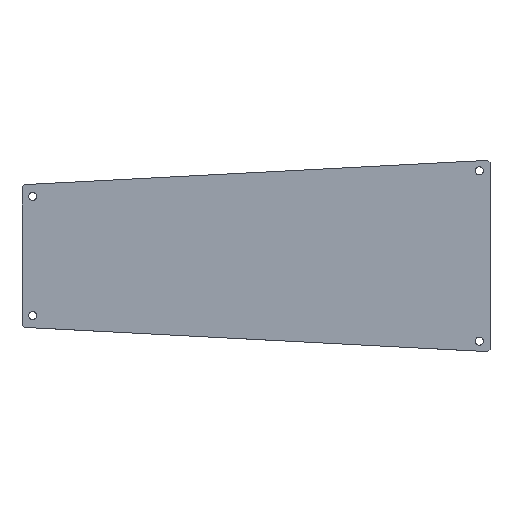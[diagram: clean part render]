
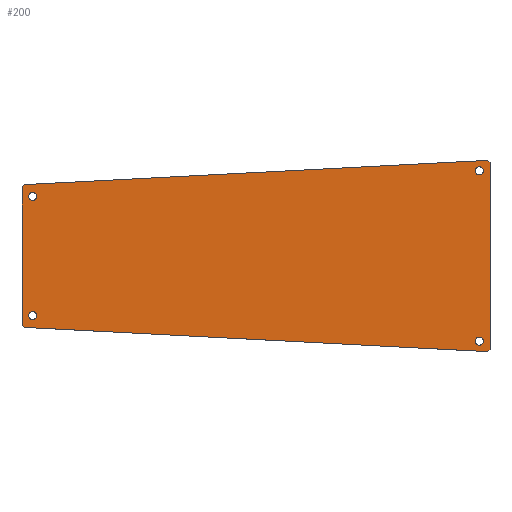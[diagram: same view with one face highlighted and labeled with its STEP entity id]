
A CAD part, top view. The second image highlights one B-rep face of the part: STEP entity #200.
In plain terms, the highlighted planar face has unit normal (0, 0, 1).
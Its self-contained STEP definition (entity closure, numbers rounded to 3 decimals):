
#5 = CIRCLE ( 'NONE', #511, 1.9 ) ;
#7 = LINE ( 'NONE', #48, #17 ) ;
#9 = CIRCLE ( 'NONE', #220, 1.9 ) ;
#17 = VECTOR ( 'NONE', #485, 1000. ) ;
#23 = DIRECTION ( 'NONE',  ( 1., 0., 0. ) ) ;
#24 = DIRECTION ( 'NONE',  ( 0., 1., 0. ) ) ;
#42 = CARTESIAN_POINT ( 'NONE',  ( 31.894, -44.948, 2. ) ) ;
#48 = CARTESIAN_POINT ( 'NONE',  ( 32.893, 45., 2. ) ) ;
#55 = EDGE_CURVE ( 'NONE', #640, #419, #349, .T. ) ;
#56 = CARTESIAN_POINT ( 'NONE',  ( 27.893, -40., 2. ) ) ;
#64 = EDGE_CURVE ( 'NONE', #498, #441, #682, .T. ) ;
#71 = VECTOR ( 'NONE', #222, 1000. ) ;
#73 = LINE ( 'NONE', #400, #71 ) ;
#74 = DIRECTION ( 'NONE',  ( 1., 0., 0. ) ) ;
#78 = DIRECTION ( 'NONE',  ( 1., 0., 0. ) ) ;
#83 = DIRECTION ( 'NONE',  ( 0.707, -0.707, 0. ) ) ;
#85 = VECTOR ( 'NONE', #24, 1000. ) ;
#88 = LINE ( 'NONE', #459, #85 ) ;
#89 = AXIS2_PLACEMENT_3D ( 'NONE', #92, #345, #23 ) ;
#91 = EDGE_CURVE ( 'NONE', #360, #419, #224, .T. ) ;
#92 = CARTESIAN_POINT ( 'NONE',  ( 27.893, 40., 2. ) ) ;
#99 = EDGE_CURVE ( 'NONE', #441, #498, #228, .T. ) ;
#102 = DIRECTION ( 'NONE',  ( 1., 0., 0. ) ) ;
#104 = CIRCLE ( 'NONE', #89, 1.9 ) ;
#106 = DIRECTION ( 'NONE',  ( -0.669, -0.743, 0. ) ) ;
#112 = LINE ( 'NONE', #429, #522 ) ;
#123 = DIRECTION ( 'NONE',  ( -0.707, 0.707, 0. ) ) ;
#137 = CARTESIAN_POINT ( 'NONE',  ( -182.107, -28., 2. ) ) ;
#138 = CARTESIAN_POINT ( 'NONE',  ( -187.107, 33.5, 2. ) ) ;
#141 = CIRCLE ( 'NONE', #585, 1.9 ) ;
#144 = DIRECTION ( 'NONE',  ( 0., 0., -1. ) ) ;
#145 = VECTOR ( 'NONE', #583, 1000. ) ;
#148 = CARTESIAN_POINT ( 'NONE',  ( -186.052, -33.555, 2. ) ) ;
#161 = DIRECTION ( 'NONE',  ( 0., 0., -1. ) ) ;
#166 = LINE ( 'NONE', #138, #145 ) ;
#177 = EDGE_CURVE ( 'NONE', #481, #562, #207, .T. ) ;
#178 = CIRCLE ( 'NONE', #526, 1.9 ) ;
#183 = FACE_BOUND ( 'NONE', #358, .T. ) ;
#184 = CARTESIAN_POINT ( 'NONE',  ( 31.942, 44.95, 2. ) ) ;
#187 = FACE_BOUND ( 'NONE', #670, .T. ) ;
#188 = CARTESIAN_POINT ( 'NONE',  ( 32.893, -45., 2. ) ) ;
#193 = FACE_BOUND ( 'NONE', #426, .T. ) ;
#197 = FACE_OUTER_BOUND ( 'NONE', #596, .T. ) ;
#200 = ADVANCED_FACE ( 'NONE', ( #205, #197, #193, #187, #183 ), #553, .F. ) ;
#205 = FACE_BOUND ( 'NONE', #380, .T. ) ;
#207 = CIRCLE ( 'NONE', #317, 1.9 ) ;
#212 = CARTESIAN_POINT ( 'NONE',  ( 27.893, -40., 2. ) ) ;
#220 = AXIS2_PLACEMENT_3D ( 'NONE', #262, #503, #395 ) ;
#221 = EDGE_CURVE ( 'NONE', #572, #628, #178, .T. ) ;
#222 = DIRECTION ( 'NONE',  ( 0.743, 0.669, 0. ) ) ;
#224 = LINE ( 'NONE', #148, #537 ) ;
#228 = CIRCLE ( 'NONE', #264, 1.9 ) ;
#238 = CARTESIAN_POINT ( 'NONE',  ( 32.893, 44., 2. ) ) ;
#249 = CARTESIAN_POINT ( 'NONE',  ( 25.993, 40., 2. ) ) ;
#252 = CARTESIAN_POINT ( 'NONE',  ( 32.893, -44.048, 2. ) ) ;
#253 = DIRECTION ( 'NONE',  ( 0., 0., 1. ) ) ;
#261 = EDGE_CURVE ( 'NONE', #451, #360, #166, .T. ) ;
#262 = CARTESIAN_POINT ( 'NONE',  ( -182.107, -28., 2. ) ) ;
#264 = AXIS2_PLACEMENT_3D ( 'NONE', #212, #144, #78 ) ;
#267 = LINE ( 'NONE', #514, #674 ) ;
#278 = EDGE_CURVE ( 'NONE', #615, #667, #141, .T. ) ;
#281 = CARTESIAN_POINT ( 'NONE',  ( -180.207, 28., 2. ) ) ;
#298 = CARTESIAN_POINT ( 'NONE',  ( -187.107, -32.5, 2. ) ) ;
#306 = DIRECTION ( 'NONE',  ( 0., 0., 1. ) ) ;
#310 = EDGE_CURVE ( 'NONE', #628, #572, #104, .T. ) ;
#313 = EDGE_CURVE ( 'NONE', #667, #615, #9, .T. ) ;
#315 = DIRECTION ( 'NONE',  ( 0., 0., 1. ) ) ;
#317 = AXIS2_PLACEMENT_3D ( 'NONE', #610, #306, #668 ) ;
#320 = CARTESIAN_POINT ( 'NONE',  ( 29.793, 40., 2. ) ) ;
#333 = DIRECTION ( 'NONE',  ( 1., 0., 0. ) ) ;
#345 = DIRECTION ( 'NONE',  ( 0., 0., 1. ) ) ;
#346 = VECTOR ( 'NONE', #637, 1000. ) ;
#349 = LINE ( 'NONE', #188, #346 ) ;
#358 = EDGE_LOOP ( 'NONE', ( #507, #509 ) ) ;
#360 = VERTEX_POINT ( 'NONE', #298 ) ;
#365 = EDGE_CURVE ( 'NONE', #431, #595, #88, .T. ) ;
#374 = DIRECTION ( 'NONE',  ( 0., 0., -1. ) ) ;
#376 = EDGE_CURVE ( 'NONE', #640, #431, #73, .T. ) ;
#380 = EDGE_LOOP ( 'NONE', ( #544, #555 ) ) ;
#395 = DIRECTION ( 'NONE',  ( 1., 0., 0. ) ) ;
#400 = CARTESIAN_POINT ( 'NONE',  ( 32.893, -44.048, 2. ) ) ;
#412 = VERTEX_POINT ( 'NONE', #184 ) ;
#419 = VERTEX_POINT ( 'NONE', #655 ) ;
#426 = EDGE_LOOP ( 'NONE', ( #597, #496 ) ) ;
#429 = CARTESIAN_POINT ( 'NONE',  ( -187.107, 32.443, 2. ) ) ;
#431 = VERTEX_POINT ( 'NONE', #252 ) ;
#439 = DIRECTION ( 'NONE',  ( 0., 0., -1. ) ) ;
#441 = VERTEX_POINT ( 'NONE', #593 ) ;
#451 = VERTEX_POINT ( 'NONE', #541 ) ;
#459 = CARTESIAN_POINT ( 'NONE',  ( 32.893, 0., 2. ) ) ;
#460 = CARTESIAN_POINT ( 'NONE',  ( 32.893, 0., 2. ) ) ;
#481 = VERTEX_POINT ( 'NONE', #500 ) ;
#485 = DIRECTION ( 'NONE',  ( -0.999, -0.052, 0. ) ) ;
#489 = ORIENTED_EDGE ( 'NONE', *, *, #278, .T. ) ;
#494 = AXIS2_PLACEMENT_3D ( 'NONE', #460, #161, #505 ) ;
#496 = ORIENTED_EDGE ( 'NONE', *, *, #221, .F. ) ;
#498 = VERTEX_POINT ( 'NONE', #689 ) ;
#499 = ORIENTED_EDGE ( 'NONE', *, *, #313, .T. ) ;
#500 = CARTESIAN_POINT ( 'NONE',  ( -184.007, 28., 2. ) ) ;
#503 = DIRECTION ( 'NONE',  ( 0., 0., -1. ) ) ;
#505 = DIRECTION ( 'NONE',  ( -1., 0., 0. ) ) ;
#507 = ORIENTED_EDGE ( 'NONE', *, *, #64, .T. ) ;
#508 = ORIENTED_EDGE ( 'NONE', *, *, #376, .T. ) ;
#509 = ORIENTED_EDGE ( 'NONE', *, *, #99, .T. ) ;
#511 = AXIS2_PLACEMENT_3D ( 'NONE', #685, #315, #627 ) ;
#513 = ORIENTED_EDGE ( 'NONE', *, *, #55, .F. ) ;
#514 = CARTESIAN_POINT ( 'NONE',  ( 31.942, 44.95, 2. ) ) ;
#517 = ORIENTED_EDGE ( 'NONE', *, *, #91, .T. ) ;
#519 = ORIENTED_EDGE ( 'NONE', *, *, #261, .T. ) ;
#522 = VECTOR ( 'NONE', #106, 1000. ) ;
#523 = ORIENTED_EDGE ( 'NONE', *, *, #676, .T. ) ;
#526 = AXIS2_PLACEMENT_3D ( 'NONE', #543, #253, #333 ) ;
#530 = ORIENTED_EDGE ( 'NONE', *, *, #549, .T. ) ;
#532 = ORIENTED_EDGE ( 'NONE', *, *, #665, .T. ) ;
#534 = ORIENTED_EDGE ( 'NONE', *, *, #365, .T. ) ;
#537 = VECTOR ( 'NONE', #83, 1000. ) ;
#540 = CARTESIAN_POINT ( 'NONE',  ( -184.007, -28., 2. ) ) ;
#541 = CARTESIAN_POINT ( 'NONE',  ( -187.107, 32.443, 2. ) ) ;
#543 = CARTESIAN_POINT ( 'NONE',  ( 27.893, 40., 2. ) ) ;
#544 = ORIENTED_EDGE ( 'NONE', *, *, #177, .F. ) ;
#549 = EDGE_CURVE ( 'NONE', #412, #588, #7, .T. ) ;
#553 = PLANE ( 'NONE',  #494 ) ;
#555 = ORIENTED_EDGE ( 'NONE', *, *, #625, .F. ) ;
#562 = VERTEX_POINT ( 'NONE', #281 ) ;
#572 = VERTEX_POINT ( 'NONE', #320 ) ;
#573 = CARTESIAN_POINT ( 'NONE',  ( -180.207, -28., 2. ) ) ;
#583 = DIRECTION ( 'NONE',  ( 0., -1., 0. ) ) ;
#585 = AXIS2_PLACEMENT_3D ( 'NONE', #137, #439, #74 ) ;
#588 = VERTEX_POINT ( 'NONE', #639 ) ;
#593 = CARTESIAN_POINT ( 'NONE',  ( 29.793, -40., 2. ) ) ;
#595 = VERTEX_POINT ( 'NONE', #238 ) ;
#596 = EDGE_LOOP ( 'NONE', ( #534, #532, #530, #523, #519, #517, #513, #508 ) ) ;
#597 = ORIENTED_EDGE ( 'NONE', *, *, #310, .F. ) ;
#610 = CARTESIAN_POINT ( 'NONE',  ( -182.107, 28., 2. ) ) ;
#615 = VERTEX_POINT ( 'NONE', #540 ) ;
#625 = EDGE_CURVE ( 'NONE', #562, #481, #5, .T. ) ;
#627 = DIRECTION ( 'NONE',  ( 1., 0., 0. ) ) ;
#628 = VERTEX_POINT ( 'NONE', #249 ) ;
#637 = DIRECTION ( 'NONE',  ( -0.999, 0.052, 0. ) ) ;
#639 = CARTESIAN_POINT ( 'NONE',  ( -186.109, 33.552, 2. ) ) ;
#640 = VERTEX_POINT ( 'NONE', #42 ) ;
#655 = CARTESIAN_POINT ( 'NONE',  ( -186.052, -33.555, 2. ) ) ;
#665 = EDGE_CURVE ( 'NONE', #595, #412, #267, .T. ) ;
#667 = VERTEX_POINT ( 'NONE', #573 ) ;
#668 = DIRECTION ( 'NONE',  ( 1., 0., 0. ) ) ;
#670 = EDGE_LOOP ( 'NONE', ( #489, #499 ) ) ;
#674 = VECTOR ( 'NONE', #123, 1000. ) ;
#676 = EDGE_CURVE ( 'NONE', #588, #451, #112, .T. ) ;
#682 = CIRCLE ( 'NONE', #683, 1.9 ) ;
#683 = AXIS2_PLACEMENT_3D ( 'NONE', #56, #374, #102 ) ;
#685 = CARTESIAN_POINT ( 'NONE',  ( -182.107, 28., 2. ) ) ;
#689 = CARTESIAN_POINT ( 'NONE',  ( 25.993, -40., 2. ) ) ;
